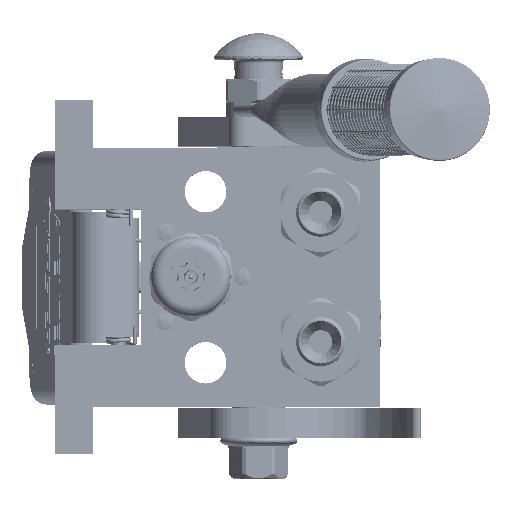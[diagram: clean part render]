
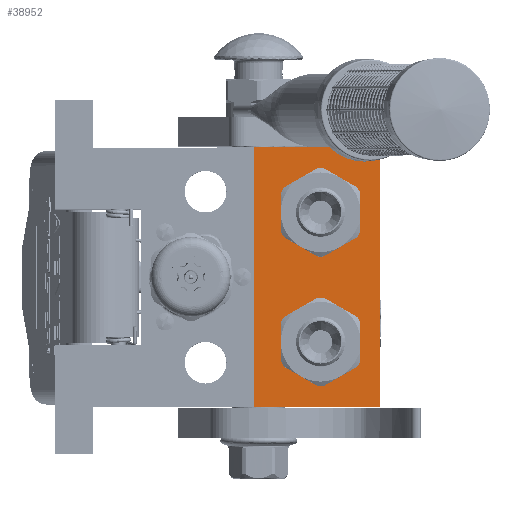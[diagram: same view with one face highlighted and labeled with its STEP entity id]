
A CAD part, top view. The second image highlights one B-rep face of the part: STEP entity #38952.
In plain terms, the highlighted face is planar.
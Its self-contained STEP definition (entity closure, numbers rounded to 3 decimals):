
#264 = CIRCLE ( 'NONE', #192748, 12.15 ) ;
#1642 = CARTESIAN_POINT ( 'NONE',  ( -22., 8.9, -20. ) ) ;
#2112 = EDGE_CURVE ( 'NONE', #168775, #173121, #147881, .T. ) ;
#4367 = DIRECTION ( 'NONE',  ( 0., -1., 0. ) ) ;
#13531 = CARTESIAN_POINT ( 'NONE',  ( -44., 8.9, 0. ) ) ;
#18268 = EDGE_CURVE ( 'NONE', #194280, #175641, #81504, .T. ) ;
#22716 = CARTESIAN_POINT ( 'NONE',  ( 22., 8.9, -32.15 ) ) ;
#24318 = VERTEX_POINT ( 'NONE', #109449 ) ;
#26442 = FACE_OUTER_BOUND ( 'NONE', #126091, .T. ) ;
#34887 = DIRECTION ( 'NONE',  ( 0., -1., 0. ) ) ;
#36549 = LINE ( 'NONE', #192401, #106829 ) ;
#38654 = EDGE_CURVE ( 'NONE', #24318, #194002, #64082, .T. ) ;
#38952 = ADVANCED_FACE ( 'NONE', ( #69068, #177127, #26442 ), #75148, .T. ) ;
#42624 = AXIS2_PLACEMENT_3D ( 'NONE', #1642, #4367, #50739 ) ;
#43665 = VECTOR ( 'NONE', #60387, 1000. ) ;
#49676 = EDGE_CURVE ( 'NONE', #173121, #168775, #151039, .T. ) ;
#50739 = DIRECTION ( 'NONE',  ( 0., 0., 1. ) ) ;
#52031 = DIRECTION ( 'NONE',  ( 0., -1., 0. ) ) ;
#55140 = EDGE_CURVE ( 'NONE', #164404, #157122, #82453, .T. ) ;
#57101 = ORIENTED_EDGE ( 'NONE', *, *, #49676, .F. ) ;
#60387 = DIRECTION ( 'NONE',  ( 0., 0., -1. ) ) ;
#64082 = CIRCLE ( 'NONE', #42624, 12.15 ) ;
#64292 = CARTESIAN_POINT ( 'NONE',  ( 44., 8.9, 0. ) ) ;
#67324 = VECTOR ( 'NONE', #167682, 1000. ) ;
#69068 = FACE_BOUND ( 'NONE', #196856, .T. ) ;
#70519 = DIRECTION ( 'NONE',  ( 0., 0., -1. ) ) ;
#71752 = EDGE_CURVE ( 'NONE', #175641, #157122, #204491, .T. ) ;
#75148 = PLANE ( 'NONE',  #139496 ) ;
#78905 = CARTESIAN_POINT ( 'NONE',  ( -44., 8.9, 0. ) ) ;
#81504 = LINE ( 'NONE', #78905, #187125 ) ;
#81964 = CARTESIAN_POINT ( 'NONE',  ( 22., 8.9, -7.85 ) ) ;
#82453 = LINE ( 'NONE', #89630, #67324 ) ;
#82825 = AXIS2_PLACEMENT_3D ( 'NONE', #131399, #52031, #194611 ) ;
#83908 = EDGE_CURVE ( 'NONE', #194002, #24318, #264, .T. ) ;
#88756 = DIRECTION ( 'NONE',  ( 0., 0., -1. ) ) ;
#89155 = DIRECTION ( 'NONE',  ( 0., -1., 0. ) ) ;
#89630 = CARTESIAN_POINT ( 'NONE',  ( -44., 8.9, -42.5 ) ) ;
#106752 = ORIENTED_EDGE ( 'NONE', *, *, #117217, .T. ) ;
#106829 = VECTOR ( 'NONE', #193074, 1000. ) ;
#109449 = CARTESIAN_POINT ( 'NONE',  ( -22., 8.9, -7.85 ) ) ;
#117217 = EDGE_CURVE ( 'NONE', #194280, #164404, #36549, .T. ) ;
#120152 = CARTESIAN_POINT ( 'NONE',  ( 0., 8.9, 0. ) ) ;
#120808 = ORIENTED_EDGE ( 'NONE', *, *, #18268, .F. ) ;
#121144 = DIRECTION ( 'NONE',  ( 0., -1., 0. ) ) ;
#122038 = ORIENTED_EDGE ( 'NONE', *, *, #83908, .F. ) ;
#126091 = EDGE_LOOP ( 'NONE', ( #106752, #145627, #183309, #120808 ) ) ;
#129438 = DIRECTION ( 'NONE',  ( 1., 0., 0. ) ) ;
#131399 = CARTESIAN_POINT ( 'NONE',  ( 22., 8.9, -20. ) ) ;
#132070 = CARTESIAN_POINT ( 'NONE',  ( -44., 8.9, -42.5 ) ) ;
#133224 = CARTESIAN_POINT ( 'NONE',  ( 44., 8.9, -42.5 ) ) ;
#139496 = AXIS2_PLACEMENT_3D ( 'NONE', #120152, #89155, #170715 ) ;
#141018 = EDGE_LOOP ( 'NONE', ( #122038, #168140 ) ) ;
#144958 = AXIS2_PLACEMENT_3D ( 'NONE', #149221, #34887, #70519 ) ;
#145627 = ORIENTED_EDGE ( 'NONE', *, *, #55140, .T. ) ;
#147881 = CIRCLE ( 'NONE', #144958, 12.15 ) ;
#149221 = CARTESIAN_POINT ( 'NONE',  ( 22., 8.9, -20. ) ) ;
#149804 = CARTESIAN_POINT ( 'NONE',  ( -22., 8.9, -32.15 ) ) ;
#151039 = CIRCLE ( 'NONE', #82825, 12.15 ) ;
#157122 = VERTEX_POINT ( 'NONE', #133224 ) ;
#164404 = VERTEX_POINT ( 'NONE', #132070 ) ;
#166838 = CARTESIAN_POINT ( 'NONE',  ( -22., 8.9, -20. ) ) ;
#167682 = DIRECTION ( 'NONE',  ( 1., 0., 0. ) ) ;
#168140 = ORIENTED_EDGE ( 'NONE', *, *, #38654, .F. ) ;
#168775 = VERTEX_POINT ( 'NONE', #22716 ) ;
#170715 = DIRECTION ( 'NONE',  ( 1., 0., 0. ) ) ;
#171373 = CARTESIAN_POINT ( 'NONE',  ( 44., 8.9, 0. ) ) ;
#173121 = VERTEX_POINT ( 'NONE', #81964 ) ;
#175641 = VERTEX_POINT ( 'NONE', #64292 ) ;
#177127 = FACE_BOUND ( 'NONE', #141018, .T. ) ;
#183309 = ORIENTED_EDGE ( 'NONE', *, *, #71752, .F. ) ;
#187125 = VECTOR ( 'NONE', #129438, 1000. ) ;
#192401 = CARTESIAN_POINT ( 'NONE',  ( -44., 8.9, 0. ) ) ;
#192748 = AXIS2_PLACEMENT_3D ( 'NONE', #166838, #121144, #88756 ) ;
#193074 = DIRECTION ( 'NONE',  ( 0., 0., -1. ) ) ;
#194002 = VERTEX_POINT ( 'NONE', #149804 ) ;
#194280 = VERTEX_POINT ( 'NONE', #13531 ) ;
#194611 = DIRECTION ( 'NONE',  ( 0., 0., 1. ) ) ;
#196856 = EDGE_LOOP ( 'NONE', ( #202120, #57101 ) ) ;
#202120 = ORIENTED_EDGE ( 'NONE', *, *, #2112, .F. ) ;
#204491 = LINE ( 'NONE', #171373, #43665 ) ;
